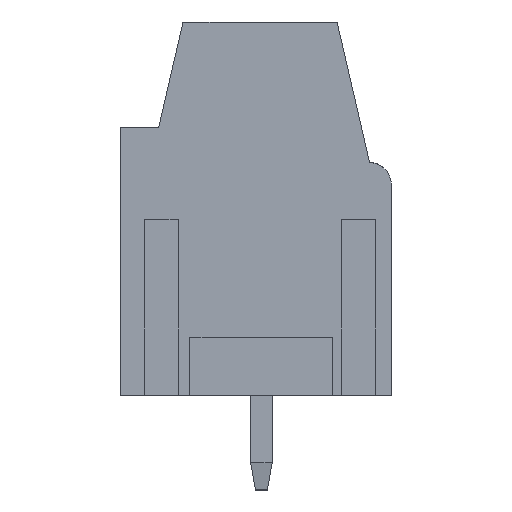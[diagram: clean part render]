
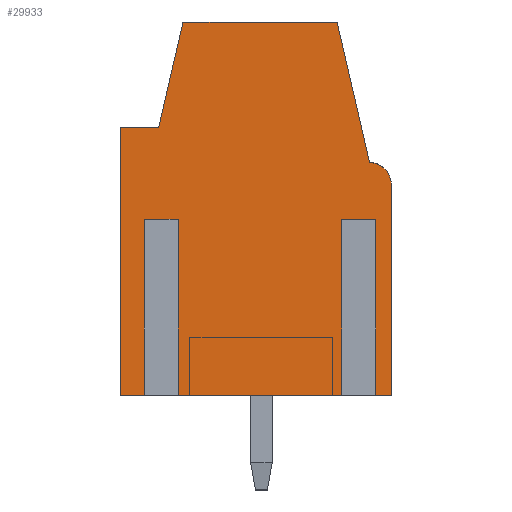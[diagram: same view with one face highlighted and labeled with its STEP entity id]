
A CAD part, left-side view. The second image highlights one B-rep face of the part: STEP entity #29933.
In plain terms, the highlighted planar face has unit normal (-1, 0, 0).
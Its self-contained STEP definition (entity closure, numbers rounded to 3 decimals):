
#29870=AXIS2_PLACEMENT_3D('Plane Axis2P3D',#29867,#29868,#29869) ;
#28917=CARTESIAN_POINT('Vertex',(0.55,0.,3.5)) ;
#28920=CARTESIAN_POINT('Line Origine',(0.55,0.447,3.5)) ;
#28924=CARTESIAN_POINT('Vertex',(0.55,0.894,3.5)) ;
#28945=CARTESIAN_POINT('Vertex',(0.55,1.506,3.5)) ;
#28948=CARTESIAN_POINT('Line Origine',(0.55,4.85,3.5)) ;
#28952=CARTESIAN_POINT('Vertex',(0.55,8.194,3.5)) ;
#28973=CARTESIAN_POINT('Vertex',(0.55,8.806,3.5)) ;
#28976=CARTESIAN_POINT('Line Origine',(0.55,9.403,3.5)) ;
#28980=CARTESIAN_POINT('Vertex',(0.55,10.,3.5)) ;
#29424=CARTESIAN_POINT('Line Origine',(0.55,10.,8.45)) ;
#29428=CARTESIAN_POINT('Vertex',(0.55,10.,13.4)) ;
#29569=CARTESIAN_POINT('Vertex',(0.55,8.6,13.4)) ;
#29572=CARTESIAN_POINT('Line Origine',(0.55,8.15,15.35)) ;
#29576=CARTESIAN_POINT('Vertex',(0.55,7.7,17.3)) ;
#29600=CARTESIAN_POINT('Line Origine',(0.55,4.85,17.3)) ;
#29604=CARTESIAN_POINT('Vertex',(0.55,2.001,17.3)) ;
#29660=CARTESIAN_POINT('Line Origine',(0.55,1.4,14.7)) ;
#29664=CARTESIAN_POINT('Vertex',(0.55,0.8,12.1)) ;
#29685=CARTESIAN_POINT('Control Point',(0.55,0.,11.3)) ;
#29686=CARTESIAN_POINT('Control Point',(0.55,0.,11.614)) ;
#29687=CARTESIAN_POINT('Control Point',(0.55,0.168,11.932)) ;
#29688=CARTESIAN_POINT('Control Point',(0.55,0.486,12.1)) ;
#29689=CARTESIAN_POINT('Control Point',(0.55,0.8,12.1)) ;
#29690=CARTESIAN_POINT('Vertex',(0.55,0.,11.3)) ;
#29710=CARTESIAN_POINT('Line Origine',(0.55,0.,7.4)) ;
#29867=CARTESIAN_POINT('Axis2P3D Location',(0.55,10.,0.)) ;
#29872=CARTESIAN_POINT('Line Origine',(0.55,1.506,6.75)) ;
#29876=CARTESIAN_POINT('Vertex',(0.55,1.506,10.)) ;
#29879=CARTESIAN_POINT('Line Origine',(0.55,1.2,10.)) ;
#29883=CARTESIAN_POINT('Vertex',(0.55,0.894,10.)) ;
#29886=CARTESIAN_POINT('Line Origine',(0.55,0.894,6.75)) ;
#29891=CARTESIAN_POINT('Line Origine',(0.55,9.3,13.4)) ;
#29896=CARTESIAN_POINT('Line Origine',(0.55,8.806,6.75)) ;
#29900=CARTESIAN_POINT('Vertex',(0.55,8.806,10.)) ;
#29903=CARTESIAN_POINT('Line Origine',(0.55,8.5,10.)) ;
#29907=CARTESIAN_POINT('Vertex',(0.55,8.194,10.)) ;
#29910=CARTESIAN_POINT('Line Origine',(0.55,8.194,6.75)) ;
#28921=DIRECTION('Vector Direction',(0.,-1.,0.)) ;
#28949=DIRECTION('Vector Direction',(0.,-1.,0.)) ;
#28977=DIRECTION('Vector Direction',(0.,-1.,0.)) ;
#29425=DIRECTION('Vector Direction',(0.,0.,-1.)) ;
#29573=DIRECTION('Vector Direction',(0.,0.225,-0.974)) ;
#29601=DIRECTION('Vector Direction',(0.,1.,0.)) ;
#29661=DIRECTION('Vector Direction',(0.,0.225,0.974)) ;
#29711=DIRECTION('Vector Direction',(0.,0.,1.)) ;
#29868=DIRECTION('Axis2P3D Direction',(-1.,0.,0.)) ;
#29869=DIRECTION('Axis2P3D XDirection',(0.,1.,0.)) ;
#29873=DIRECTION('Vector Direction',(0.,0.,1.)) ;
#29880=DIRECTION('Vector Direction',(0.,1.,0.)) ;
#29887=DIRECTION('Vector Direction',(0.,0.,1.)) ;
#29892=DIRECTION('Vector Direction',(0.,1.,0.)) ;
#29897=DIRECTION('Vector Direction',(0.,0.,1.)) ;
#29904=DIRECTION('Vector Direction',(0.,1.,0.)) ;
#29911=DIRECTION('Vector Direction',(0.,0.,1.)) ;
#28922=VECTOR('Line Direction',#28921,1.) ;
#28950=VECTOR('Line Direction',#28949,1.) ;
#28978=VECTOR('Line Direction',#28977,1.) ;
#29426=VECTOR('Line Direction',#29425,1.) ;
#29574=VECTOR('Line Direction',#29573,1.) ;
#29602=VECTOR('Line Direction',#29601,1.) ;
#29662=VECTOR('Line Direction',#29661,1.) ;
#29712=VECTOR('Line Direction',#29711,1.) ;
#29874=VECTOR('Line Direction',#29873,1.) ;
#29881=VECTOR('Line Direction',#29880,1.) ;
#29888=VECTOR('Line Direction',#29887,1.) ;
#29893=VECTOR('Line Direction',#29892,1.) ;
#29898=VECTOR('Line Direction',#29897,1.) ;
#29905=VECTOR('Line Direction',#29904,1.) ;
#29912=VECTOR('Line Direction',#29911,1.) ;
#29916=ORIENTED_EDGE('',*,*,#28954,.T.) ;
#29917=ORIENTED_EDGE('',*,*,#29878,.T.) ;
#29918=ORIENTED_EDGE('',*,*,#29885,.F.) ;
#29919=ORIENTED_EDGE('',*,*,#29890,.F.) ;
#29920=ORIENTED_EDGE('',*,*,#28926,.T.) ;
#29921=ORIENTED_EDGE('',*,*,#29714,.T.) ;
#29922=ORIENTED_EDGE('',*,*,#29692,.T.) ;
#29923=ORIENTED_EDGE('',*,*,#29666,.T.) ;
#29924=ORIENTED_EDGE('',*,*,#29606,.T.) ;
#29925=ORIENTED_EDGE('',*,*,#29578,.T.) ;
#29926=ORIENTED_EDGE('',*,*,#29895,.T.) ;
#29927=ORIENTED_EDGE('',*,*,#29430,.T.) ;
#29928=ORIENTED_EDGE('',*,*,#28982,.T.) ;
#29929=ORIENTED_EDGE('',*,*,#29902,.T.) ;
#29930=ORIENTED_EDGE('',*,*,#29909,.F.) ;
#29931=ORIENTED_EDGE('',*,*,#29914,.F.) ;
#29933=ADVANCED_FACE('HOUSING',(#29932),#29871,.T.) ;
#29684=B_SPLINE_CURVE_WITH_KNOTS('',4,(#29685,#29686,#29687,#29688,#29689),.UNSPECIFIED.,.F.,.U.,(5,5),(-0.628,0.628),.UNSPECIFIED.) ;
#28926=EDGE_CURVE('',#28925,#28918,#28923,.T.) ;
#28954=EDGE_CURVE('',#28953,#28946,#28951,.T.) ;
#28982=EDGE_CURVE('',#28981,#28974,#28979,.T.) ;
#29430=EDGE_CURVE('',#29429,#28981,#29427,.T.) ;
#29578=EDGE_CURVE('',#29577,#29570,#29575,.T.) ;
#29606=EDGE_CURVE('',#29605,#29577,#29603,.T.) ;
#29666=EDGE_CURVE('',#29665,#29605,#29663,.T.) ;
#29692=EDGE_CURVE('',#29691,#29665,#29684,.T.) ;
#29714=EDGE_CURVE('',#28918,#29691,#29713,.T.) ;
#29878=EDGE_CURVE('',#28946,#29877,#29875,.T.) ;
#29885=EDGE_CURVE('',#29884,#29877,#29882,.T.) ;
#29890=EDGE_CURVE('',#28925,#29884,#29889,.T.) ;
#29895=EDGE_CURVE('',#29570,#29429,#29894,.T.) ;
#29902=EDGE_CURVE('',#28974,#29901,#29899,.T.) ;
#29909=EDGE_CURVE('',#29908,#29901,#29906,.T.) ;
#29914=EDGE_CURVE('',#28953,#29908,#29913,.T.) ;
#29915=EDGE_LOOP('',(#29916,#29917,#29918,#29919,#29920,#29921,#29922,#29923,#29924,#29925,#29926,#29927,#29928,#29929,#29930,#29931)) ;
#29932=FACE_OUTER_BOUND('',#29915,.T.) ;
#28923=LINE('Line',#28920,#28922) ;
#28951=LINE('Line',#28948,#28950) ;
#28979=LINE('Line',#28976,#28978) ;
#29427=LINE('Line',#29424,#29426) ;
#29575=LINE('Line',#29572,#29574) ;
#29603=LINE('Line',#29600,#29602) ;
#29663=LINE('Line',#29660,#29662) ;
#29713=LINE('Line',#29710,#29712) ;
#29875=LINE('Line',#29872,#29874) ;
#29882=LINE('Line',#29879,#29881) ;
#29889=LINE('Line',#29886,#29888) ;
#29894=LINE('Line',#29891,#29893) ;
#29899=LINE('Line',#29896,#29898) ;
#29906=LINE('Line',#29903,#29905) ;
#29913=LINE('Line',#29910,#29912) ;
#29871=PLANE('',#29870) ;
#28918=VERTEX_POINT('',#28917) ;
#28925=VERTEX_POINT('',#28924) ;
#28946=VERTEX_POINT('',#28945) ;
#28953=VERTEX_POINT('',#28952) ;
#28974=VERTEX_POINT('',#28973) ;
#28981=VERTEX_POINT('',#28980) ;
#29429=VERTEX_POINT('',#29428) ;
#29570=VERTEX_POINT('',#29569) ;
#29577=VERTEX_POINT('',#29576) ;
#29605=VERTEX_POINT('',#29604) ;
#29665=VERTEX_POINT('',#29664) ;
#29691=VERTEX_POINT('',#29690) ;
#29877=VERTEX_POINT('',#29876) ;
#29884=VERTEX_POINT('',#29883) ;
#29901=VERTEX_POINT('',#29900) ;
#29908=VERTEX_POINT('',#29907) ;
